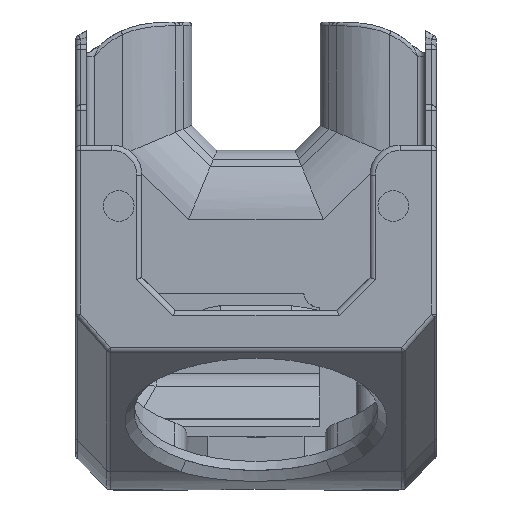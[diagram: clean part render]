
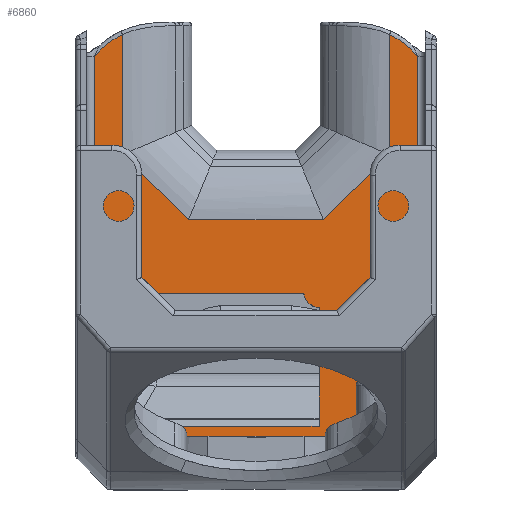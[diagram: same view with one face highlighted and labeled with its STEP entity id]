
A CAD part, top view. The second image highlights one B-rep face of the part: STEP entity #6860.
In plain terms, the highlighted planar face has unit normal (0, 0, 1).
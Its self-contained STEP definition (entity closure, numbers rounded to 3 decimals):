
#6620=CARTESIAN_POINT('',(958.442,860.523,11.6));
#6621=DIRECTION('',(0.,-0.,-1.));
#6622=DIRECTION('',(-1.,-0.,-0.));
#6623=AXIS2_PLACEMENT_3D('',#6620,#6621,#6622);
#6624=PLANE('',#6623);
#6625=CARTESIAN_POINT('',(1060.644,912.729,11.6));
#6626=VERTEX_POINT('',#6625);
#6627=CARTESIAN_POINT('',(1060.644,914.514,11.6));
#6628=VERTEX_POINT('',#6627);
#6629=CARTESIAN_POINT('',(1060.644,912.729,11.6));
#6630=DIRECTION('',(0.,1.,0.));
#6631=VECTOR('',#6630,1.784);
#6632=LINE('',#6629,#6631);
#6633=EDGE_CURVE('',#6626,#6628,#6632,.T.);
#6634=ORIENTED_EDGE('',*,*,#6633,.F.);
#6635=CARTESIAN_POINT('',(1073.722,912.729,11.6));
#6636=VERTEX_POINT('',#6635);
#6637=CARTESIAN_POINT('',(1060.644,912.729,11.6));
#6638=DIRECTION('',(1.,-0.,0.));
#6639=VECTOR('',#6638,13.078);
#6640=LINE('',#6637,#6639);
#6641=EDGE_CURVE('',#6626,#6636,#6640,.T.);
#6642=ORIENTED_EDGE('',*,*,#6641,.T.);
#6643=CARTESIAN_POINT('',(1073.722,921.784,11.6));
#6644=VERTEX_POINT('',#6643);
#6645=CARTESIAN_POINT('',(1073.722,912.729,11.6));
#6646=DIRECTION('',(0.,1.,-0.));
#6647=VECTOR('',#6646,9.054);
#6648=LINE('',#6645,#6647);
#6649=EDGE_CURVE('',#6636,#6644,#6648,.T.);
#6650=ORIENTED_EDGE('',*,*,#6649,.T.);
#6651=CARTESIAN_POINT('',(1079.694,921.784,11.6));
#6652=VERTEX_POINT('',#6651);
#6653=CARTESIAN_POINT('',(1079.694,921.784,11.6));
#6654=DIRECTION('',(-1.,0.,-0.));
#6655=VECTOR('',#6654,5.972);
#6656=LINE('',#6653,#6655);
#6657=EDGE_CURVE('',#6652,#6644,#6656,.T.);
#6658=ORIENTED_EDGE('',*,*,#6657,.F.);
#6659=CARTESIAN_POINT('',(1079.694,965.193,11.6));
#6660=VERTEX_POINT('',#6659);
#6661=CARTESIAN_POINT('',(1079.694,921.784,11.6));
#6662=DIRECTION('',(0.,1.,0.));
#6663=VECTOR('',#6662,43.409);
#6664=LINE('',#6661,#6663);
#6665=EDGE_CURVE('',#6652,#6660,#6664,.T.);
#6666=ORIENTED_EDGE('',*,*,#6665,.T.);
#6667=CARTESIAN_POINT('',(1075.936,968.113,11.6));
#6668=VERTEX_POINT('',#6667);
#6669=CARTESIAN_POINT('',(1070.638,959.784,11.6));
#6670=DIRECTION('',(-0.,0.,1.));
#6671=DIRECTION('',(-1.,-0.,-0.));
#6672=AXIS2_PLACEMENT_3D('',#6669,#6670,#6671);
#6673=ELLIPSE('',#6672,11.017,9.5);
#6674=EDGE_CURVE('',#6660,#6668,#6673,.T.);
#6675=ORIENTED_EDGE('',*,*,#6674,.T.);
#6676=CARTESIAN_POINT('',(1075.936,952.115,11.6));
#6677=VERTEX_POINT('',#6676);
#6678=CARTESIAN_POINT('',(1075.936,968.113,11.6));
#6679=DIRECTION('',(-0.,-1.,0.));
#6680=VECTOR('',#6679,15.998);
#6681=LINE('',#6678,#6680);
#6682=EDGE_CURVE('',#6668,#6677,#6681,.T.);
#6683=ORIENTED_EDGE('',*,*,#6682,.T.);
#6684=CARTESIAN_POINT('',(1067.132,943.441,11.6));
#6685=VERTEX_POINT('',#6684);
#6686=CARTESIAN_POINT('',(1075.936,952.115,11.6));
#6687=DIRECTION('',(-0.712,-0.702,-0.));
#6688=VECTOR('',#6687,12.359);
#6689=LINE('',#6686,#6688);
#6690=EDGE_CURVE('',#6677,#6685,#6689,.T.);
#6691=ORIENTED_EDGE('',*,*,#6690,.T.);
#6692=CARTESIAN_POINT('',(1049.157,943.441,11.6));
#6693=VERTEX_POINT('',#6692);
#6694=CARTESIAN_POINT('',(1067.132,943.441,11.6));
#6695=DIRECTION('',(-1.,-0.,-0.));
#6696=VECTOR('',#6695,17.975);
#6697=LINE('',#6694,#6696);
#6698=EDGE_CURVE('',#6685,#6693,#6697,.T.);
#6699=ORIENTED_EDGE('',*,*,#6698,.T.);
#6700=CARTESIAN_POINT('',(1040.352,952.115,11.6));
#6701=VERTEX_POINT('',#6700);
#6702=CARTESIAN_POINT('',(1049.157,943.441,11.6));
#6703=DIRECTION('',(-0.712,0.702,-0.));
#6704=VECTOR('',#6703,12.359);
#6705=LINE('',#6702,#6704);
#6706=EDGE_CURVE('',#6693,#6701,#6705,.T.);
#6707=ORIENTED_EDGE('',*,*,#6706,.T.);
#6708=CARTESIAN_POINT('',(1040.352,968.113,11.6));
#6709=VERTEX_POINT('',#6708);
#6710=CARTESIAN_POINT('',(1040.352,952.115,11.6));
#6711=DIRECTION('',(0.,1.,-0.));
#6712=VECTOR('',#6711,15.998);
#6713=LINE('',#6710,#6712);
#6714=EDGE_CURVE('',#6701,#6709,#6713,.T.);
#6715=ORIENTED_EDGE('',*,*,#6714,.T.);
#6716=CARTESIAN_POINT('',(1036.594,965.193,11.6));
#6717=VERTEX_POINT('',#6716);
#6718=CARTESIAN_POINT('',(1045.651,959.784,11.6));
#6719=DIRECTION('',(-0.,0.,1.));
#6720=DIRECTION('',(-1.,0.,-0.));
#6721=AXIS2_PLACEMENT_3D('',#6718,#6719,#6720);
#6722=ELLIPSE('',#6721,11.017,9.5);
#6723=EDGE_CURVE('',#6709,#6717,#6722,.T.);
#6724=ORIENTED_EDGE('',*,*,#6723,.T.);
#6725=CARTESIAN_POINT('',(1036.594,919.35,11.6));
#6726=VERTEX_POINT('',#6725);
#6727=CARTESIAN_POINT('',(1036.594,965.193,11.6));
#6728=DIRECTION('',(-0.,-1.,-0.));
#6729=VECTOR('',#6728,45.842);
#6730=LINE('',#6727,#6729);
#6731=EDGE_CURVE('',#6717,#6726,#6730,.T.);
#6732=ORIENTED_EDGE('',*,*,#6731,.T.);
#6733=CARTESIAN_POINT('',(1037.766,914.919,11.6));
#6734=VERTEX_POINT('',#6733);
#6735=CARTESIAN_POINT('',(1036.594,919.35,11.6));
#6736=CARTESIAN_POINT('',(1036.594,918.57,11.6));
#6737=CARTESIAN_POINT('',(1036.652,917.797,11.6));
#6738=CARTESIAN_POINT('',(1036.829,917.037,11.6));
#6739=CARTESIAN_POINT('',(1036.874,916.847,11.6));
#6740=CARTESIAN_POINT('',(1036.926,916.658,11.6));
#6741=CARTESIAN_POINT('',(1036.986,916.472,11.6));
#6742=CARTESIAN_POINT('',(1037.046,916.287,11.6));
#6743=CARTESIAN_POINT('',(1037.114,916.106,11.6));
#6744=CARTESIAN_POINT('',(1037.19,915.929,11.6));
#6745=CARTESIAN_POINT('',(1037.344,915.574,11.6));
#6746=CARTESIAN_POINT('',(1037.532,915.235,11.6));
#6747=CARTESIAN_POINT('',(1037.766,914.919,11.6));
#6748=B_SPLINE_CURVE_WITH_KNOTS('',3,(#6735,#6736,#6737,#6738,#6739,#6740,#6741,#6742,#6743,#6744,#6745,#6746,#6747),.UNSPECIFIED.,.F.,.F.,(4,3,3,3,4),(0.,0.002,0.003,0.003,0.005),.UNSPECIFIED.);
#6749=EDGE_CURVE('',#6726,#6734,#6748,.T.);
#6750=ORIENTED_EDGE('',*,*,#6749,.T.);
#6751=CARTESIAN_POINT('',(1038.287,914.225,11.6));
#6752=VERTEX_POINT('',#6751);
#6753=CARTESIAN_POINT('',(1037.766,914.919,11.6));
#6754=CARTESIAN_POINT('',(1037.938,914.686,11.6));
#6755=CARTESIAN_POINT('',(1038.112,914.455,11.6));
#6756=CARTESIAN_POINT('',(1038.287,914.225,11.6));
#6757=B_SPLINE_CURVE_WITH_KNOTS('',3,(#6753,#6754,#6755,#6756),.UNSPECIFIED.,.F.,.F.,(4,4),(0.,0.001),.UNSPECIFIED.);
#6758=EDGE_CURVE('',#6734,#6752,#6757,.T.);
#6759=ORIENTED_EDGE('',*,*,#6758,.T.);
#6760=CARTESIAN_POINT('',(1041.115,912.729,11.6));
#6761=VERTEX_POINT('',#6760);
#6762=CARTESIAN_POINT('',(1038.287,914.225,11.6));
#6763=CARTESIAN_POINT('',(1038.456,914.003,11.6));
#6764=CARTESIAN_POINT('',(1038.643,913.8,11.6));
#6765=CARTESIAN_POINT('',(1038.851,913.617,11.6));
#6766=CARTESIAN_POINT('',(1038.954,913.525,11.6));
#6767=CARTESIAN_POINT('',(1039.064,913.439,11.6));
#6768=CARTESIAN_POINT('',(1039.177,913.359,11.6));
#6769=CARTESIAN_POINT('',(1039.29,913.279,11.6));
#6770=CARTESIAN_POINT('',(1039.407,913.207,11.6));
#6771=CARTESIAN_POINT('',(1039.528,913.141,11.6));
#6772=CARTESIAN_POINT('',(1039.649,913.075,11.6));
#6773=CARTESIAN_POINT('',(1039.773,913.016,11.6));
#6774=CARTESIAN_POINT('',(1039.902,912.965,11.6));
#6775=CARTESIAN_POINT('',(1040.031,912.913,11.6));
#6776=CARTESIAN_POINT('',(1040.164,912.869,11.6));
#6777=CARTESIAN_POINT('',(1040.297,912.835,11.6));
#6778=CARTESIAN_POINT('',(1040.564,912.765,11.6));
#6779=CARTESIAN_POINT('',(1040.836,912.729,11.6));
#6780=CARTESIAN_POINT('',(1041.115,912.729,11.6));
#6781=B_SPLINE_CURVE_WITH_KNOTS('',3,(#6762,#6763,#6764,#6765,#6766,#6767,#6768,#6769,#6770,#6771,#6772,#6773,#6774,#6775,#6776,#6777,#6778,#6779,#6780),.UNSPECIFIED.,.F.,.F.,(4,3,3,3,3,3,4),(-0.,0.001,0.001,0.002,0.002,0.002,0.003),.UNSPECIFIED.);
#6782=EDGE_CURVE('',#6752,#6761,#6781,.T.);
#6783=ORIENTED_EDGE('',*,*,#6782,.T.);
#6784=CARTESIAN_POINT('',(1055.644,912.729,11.6));
#6785=VERTEX_POINT('',#6784);
#6786=CARTESIAN_POINT('',(1041.115,912.729,11.6));
#6787=DIRECTION('',(1.,-0.,0.));
#6788=VECTOR('',#6787,14.529);
#6789=LINE('',#6786,#6788);
#6790=EDGE_CURVE('',#6761,#6785,#6789,.T.);
#6791=ORIENTED_EDGE('',*,*,#6790,.T.);
#6792=CARTESIAN_POINT('',(1055.644,914.514,11.6));
#6793=VERTEX_POINT('',#6792);
#6794=CARTESIAN_POINT('',(1055.644,912.729,11.6));
#6795=DIRECTION('',(0.,1.,0.));
#6796=VECTOR('',#6795,1.784);
#6797=LINE('',#6794,#6796);
#6798=EDGE_CURVE('',#6785,#6793,#6797,.T.);
#6799=ORIENTED_EDGE('',*,*,#6798,.T.);
#6800=CARTESIAN_POINT('',(1055.644,914.514,11.6));
#6801=DIRECTION('',(1.,-0.,0.));
#6802=VECTOR('',#6801,5.);
#6803=LINE('',#6800,#6802);
#6804=EDGE_CURVE('',#6793,#6628,#6803,.T.);
#6805=ORIENTED_EDGE('',*,*,#6804,.T.);
#6806=EDGE_LOOP('',(#6634,#6642,#6650,#6658,#6666,#6675,#6683,#6691,#6699,#6707,#6715,#6724,#6732,#6750,#6759,#6783,#6791,#6799,#6805));
#6807=FACE_BOUND('',#6806,.T.);
#6808=CARTESIAN_POINT('',(1066.543,915.902,11.6));
#6809=VERTEX_POINT('',#6808);
#6810=CARTESIAN_POINT('',(1037.858,915.902,11.6));
#6811=VERTEX_POINT('',#6810);
#6812=CARTESIAN_POINT('',(1066.543,915.902,11.6));
#6813=DIRECTION('',(-1.,0.,-0.));
#6814=VECTOR('',#6813,28.684);
#6815=LINE('',#6812,#6814);
#6816=EDGE_CURVE('',#6809,#6811,#6815,.T.);
#6817=ORIENTED_EDGE('',*,*,#6816,.T.);
#6818=CARTESIAN_POINT('',(1037.858,931.524,11.6));
#6819=VERTEX_POINT('',#6818);
#6820=CARTESIAN_POINT('',(1037.858,931.524,11.6));
#6821=DIRECTION('',(0.,-1.,0.));
#6822=VECTOR('',#6821,15.622);
#6823=LINE('',#6820,#6822);
#6824=EDGE_CURVE('',#6819,#6811,#6823,.T.);
#6825=ORIENTED_EDGE('',*,*,#6824,.F.);
#6826=CARTESIAN_POINT('',(1039.908,933.574,11.6));
#6827=VERTEX_POINT('',#6826);
#6828=CARTESIAN_POINT('',(1037.858,933.574,11.6));
#6829=DIRECTION('',(0.,-0.,-1.));
#6830=DIRECTION('',(-1.,0.,-0.));
#6831=AXIS2_PLACEMENT_3D('',#6828,#6829,#6830);
#6832=CIRCLE('',#6831,2.05);
#6833=EDGE_CURVE('',#6827,#6819,#6832,.T.);
#6834=ORIENTED_EDGE('',*,*,#6833,.F.);
#6835=CARTESIAN_POINT('',(1064.514,933.574,11.6));
#6836=VERTEX_POINT('',#6835);
#6837=CARTESIAN_POINT('',(1064.514,933.574,11.6));
#6838=DIRECTION('',(-1.,0.,-0.));
#6839=VECTOR('',#6838,24.605);
#6840=LINE('',#6837,#6839);
#6841=EDGE_CURVE('',#6836,#6827,#6840,.T.);
#6842=ORIENTED_EDGE('',*,*,#6841,.F.);
#6843=CARTESIAN_POINT('',(1066.543,931.726,11.6));
#6844=VERTEX_POINT('',#6843);
#6845=CARTESIAN_POINT('',(1066.643,933.874,11.6));
#6846=DIRECTION('',(0.,-0.,-1.));
#6847=DIRECTION('',(-1.,0.,-0.));
#6848=AXIS2_PLACEMENT_3D('',#6845,#6846,#6847);
#6849=CIRCLE('',#6848,2.15);
#6850=EDGE_CURVE('',#6844,#6836,#6849,.T.);
#6851=ORIENTED_EDGE('',*,*,#6850,.F.);
#6852=CARTESIAN_POINT('',(1066.543,915.902,11.6));
#6853=DIRECTION('',(-0.,1.,-0.));
#6854=VECTOR('',#6853,15.824);
#6855=LINE('',#6852,#6854);
#6856=EDGE_CURVE('',#6809,#6844,#6855,.T.);
#6857=ORIENTED_EDGE('',*,*,#6856,.F.);
#6858=EDGE_LOOP('',(#6817,#6825,#6834,#6842,#6851,#6857));
#6859=FACE_BOUND('',#6858,.T.);
#6860=ADVANCED_FACE('',(#6807,#6859),#6624,.F.);
